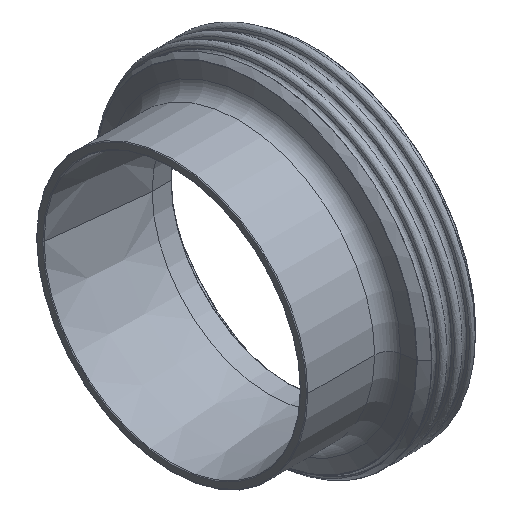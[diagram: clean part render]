
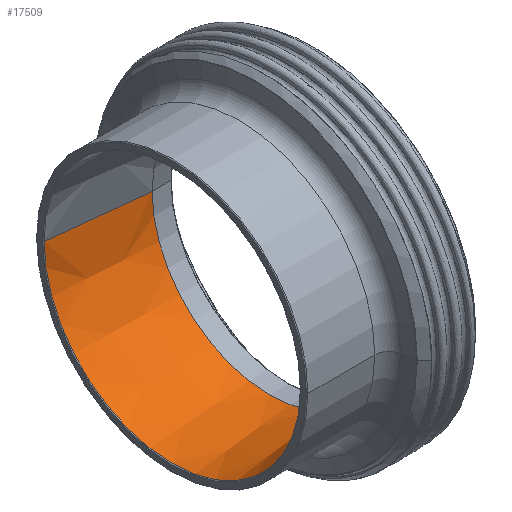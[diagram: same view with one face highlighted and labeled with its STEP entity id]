
A CAD part, isometric view. The second image highlights one B-rep face of the part: STEP entity #17509.
In plain terms, the highlighted conical face has half-angle 6.329 degrees and reference radius 36.05 mm.
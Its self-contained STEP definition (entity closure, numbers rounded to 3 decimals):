
#1123 = DIRECTION ( 'NONE',  ( 0., 1., 0. ) ) ;
#1125 = VERTEX_POINT ( 'NONE', #23012 ) ;
#1782 = AXIS2_PLACEMENT_3D ( 'NONE', #3164, #4978, #8063 ) ;
#2265 = CIRCLE ( 'NONE', #1782, 36.03 ) ;
#3164 = CARTESIAN_POINT ( 'NONE',  ( -39.822, 0., 0. ) ) ;
#3207 = VERTEX_POINT ( 'NONE', #8928 ) ;
#3314 = LINE ( 'NONE', #19006, #13461 ) ;
#4226 = CARTESIAN_POINT ( 'NONE',  ( -40., -36.05, 0. ) ) ;
#4307 = ORIENTED_EDGE ( 'NONE', *, *, #11467, .F. ) ;
#4507 = DIRECTION ( 'NONE',  ( 0., -1., 0. ) ) ;
#4593 = DIRECTION ( 'NONE',  ( -1., 0., 0. ) ) ;
#4836 = CARTESIAN_POINT ( 'NONE',  ( -12.5, 0., 0. ) ) ;
#4978 = DIRECTION ( 'NONE',  ( -1., 0., 0. ) ) ;
#5214 = CARTESIAN_POINT ( 'NONE',  ( -12.5, 33., 0. ) ) ;
#5294 = CONICAL_SURFACE ( 'NONE', #11281, 36.05, 0.11 ) ;
#6003 = ORIENTED_EDGE ( 'NONE', *, *, #22663, .T. ) ;
#6395 = VERTEX_POINT ( 'NONE', #12973 ) ;
#8063 = DIRECTION ( 'NONE',  ( 0., 1., 0. ) ) ;
#8928 = CARTESIAN_POINT ( 'NONE',  ( -39.822, 36.03, 0. ) ) ;
#11281 = AXIS2_PLACEMENT_3D ( 'NONE', #12036, #4593, #4507 ) ;
#11467 = EDGE_CURVE ( 'NONE', #1125, #6395, #17436, .T. ) ;
#11948 = DIRECTION ( 'NONE',  ( 1., 0., 0. ) ) ;
#12036 = CARTESIAN_POINT ( 'NONE',  ( -40., 0., 0. ) ) ;
#12322 = CIRCLE ( 'NONE', #19978, 33. ) ;
#12591 = VECTOR ( 'NONE', #16875, 1000. ) ;
#12973 = CARTESIAN_POINT ( 'NONE',  ( -39.822, -36.03, 0. ) ) ;
#13074 = ORIENTED_EDGE ( 'NONE', *, *, #15370, .T. ) ;
#13461 = VECTOR ( 'NONE', #18923, 1000. ) ;
#14150 = ORIENTED_EDGE ( 'NONE', *, *, #19385, .T. ) ;
#15370 = EDGE_CURVE ( 'NONE', #23149, #3207, #3314, .T. ) ;
#16875 = DIRECTION ( 'NONE',  ( -0.994, -0.11, 0. ) ) ;
#17436 = LINE ( 'NONE', #4226, #12591 ) ;
#17509 = ADVANCED_FACE ( 'NONE', ( #23045 ), #5294, .F. ) ;
#18923 = DIRECTION ( 'NONE',  ( -0.994, 0.11, 0. ) ) ;
#18926 = EDGE_LOOP ( 'NONE', ( #14150, #13074, #6003, #4307 ) ) ;
#19006 = CARTESIAN_POINT ( 'NONE',  ( -40., 36.05, 0. ) ) ;
#19385 = EDGE_CURVE ( 'NONE', #1125, #23149, #12322, .T. ) ;
#19978 = AXIS2_PLACEMENT_3D ( 'NONE', #4836, #11948, #1123 ) ;
#22663 = EDGE_CURVE ( 'NONE', #3207, #6395, #2265, .T. ) ;
#23012 = CARTESIAN_POINT ( 'NONE',  ( -12.5, -33., 0. ) ) ;
#23045 = FACE_OUTER_BOUND ( 'NONE', #18926, .T. ) ;
#23149 = VERTEX_POINT ( 'NONE', #5214 ) ;
